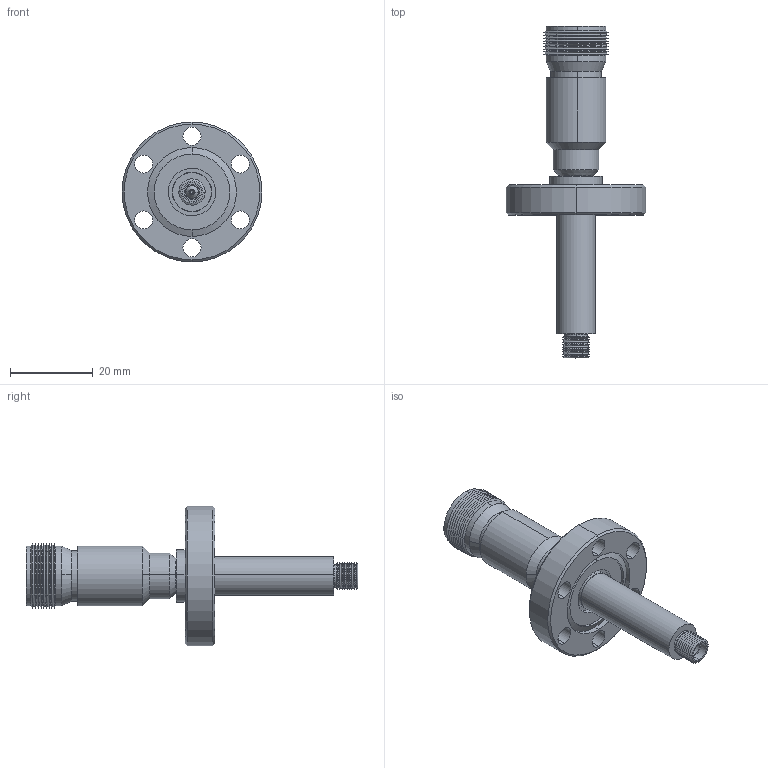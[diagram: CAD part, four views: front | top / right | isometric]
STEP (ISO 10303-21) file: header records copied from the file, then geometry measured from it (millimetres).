
FILE_DESCRIPTION (( 'STEP AP203' ), '1' );
FILE_NAME ('A8223-1-CF.STEP', '2011-10-06T12:57:07', ( '' ), ( '' ), 'SwSTEP 2.0', 'SolidWorks 2011', '' );
FILE_SCHEMA (( 'CONFIG_CONTROL_DESIGN' ));
Length unit declared in the file: inch
Products named in the file (1): A8223-1-CF
Bounding box: 33.78 x 80.14 x 33.78 mm (x, y, z)
Volume: 9890.9 mm3; surface area: 10097.6 mm2
Topology: 1 solids, 2 shells, 230 faces, 516 edges, 308 vertices
Faces by surface type: cone 106, cylinder 82, plane 40, bspline 2
Entity records: 6585 total; most frequent: DIRECTION 1252, CARTESIAN_POINT 1167, ORIENTED_EDGE 1024, AXIS2_PLACEMENT_3D 517, EDGE_CURVE 512, VERTEX_POINT 308, CIRCLE 288, EDGE_LOOP 266
